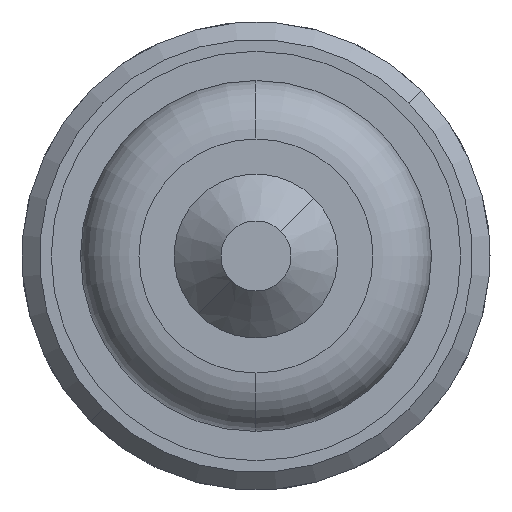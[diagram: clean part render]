
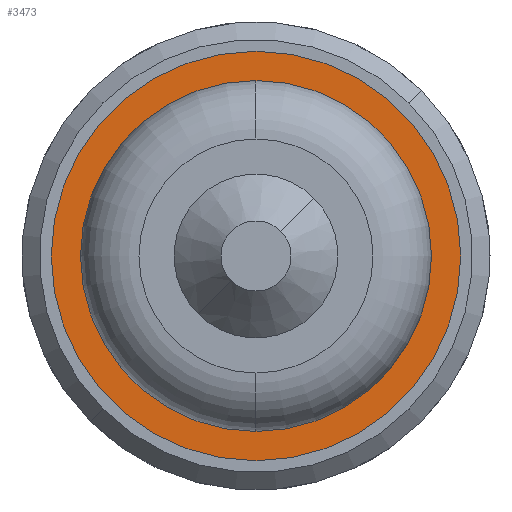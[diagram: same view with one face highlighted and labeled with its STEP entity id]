
A CAD part, front view. The second image highlights one B-rep face of the part: STEP entity #3473.
In plain terms, the highlighted planar face has unit normal (0, -1, 0).
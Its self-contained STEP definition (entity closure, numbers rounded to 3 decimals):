
#83 = DIRECTION ( 'NONE',  ( 0., -1., 0. ) ) ;
#86 = AXIS2_PLACEMENT_3D ( 'NONE', #650, #4315, #2945 ) ;
#143 = CIRCLE ( 'NONE', #86, 1.5 ) ;
#300 = ORIENTED_EDGE ( 'NONE', *, *, #1132, .F. ) ;
#405 = DIRECTION ( 'NONE',  ( 0., 0., -1. ) ) ;
#526 = PLANE ( 'NONE',  #3123 ) ;
#650 = CARTESIAN_POINT ( 'NONE',  ( 0., 17., 0. ) ) ;
#790 = VERTEX_POINT ( 'NONE', #4057 ) ;
#795 = ORIENTED_EDGE ( 'NONE', *, *, #926, .T. ) ;
#926 = EDGE_CURVE ( 'Defeature ausgef�hrt1_2+Defeature ausgef�hrt1_3+Defeature ausgef�hrt1_3+Defeature ausgef�hrt1_3', #4199, #1324, #1829, .T. ) ;
#1033 = EDGE_CURVE ( 'Defeature ausgef�hrt1_2+Defeature ausgef�hrt1_3+Defeature ausgef�hrt1_3+Defeature ausgef�hrt1_3', #1324, #4199, #2726, .T. ) ;
#1111 = FACE_BOUND ( 'NONE', #1118, .T. ) ;
#1118 = EDGE_LOOP ( 'NONE', ( #300, #3790 ) ) ;
#1132 = EDGE_CURVE ( 'Defeature ausgef�hrt1_1+Defeature ausgef�hrt1_2+Defeature ausgef�hrt1_2+Defeature ausgef�hrt1_2', #790, #3412, #3619, .T. ) ;
#1324 = VERTEX_POINT ( 'NONE', #3821 ) ;
#1411 = AXIS2_PLACEMENT_3D ( 'NONE', #4039, #83, #2422 ) ;
#1495 = DIRECTION ( 'NONE',  ( 0., -1., 0. ) ) ;
#1817 = CARTESIAN_POINT ( 'NONE',  ( 0., 17., 1.5 ) ) ;
#1829 = CIRCLE ( 'NONE', #1411, 1.75 ) ;
#1996 = FACE_OUTER_BOUND ( 'NONE', #2010, .T. ) ;
#2010 = EDGE_LOOP ( 'NONE', ( #795, #3512 ) ) ;
#2082 = AXIS2_PLACEMENT_3D ( 'NONE', #4050, #2419, #405 ) ;
#2419 = DIRECTION ( 'NONE',  ( 0., -1., 0. ) ) ;
#2422 = DIRECTION ( 'NONE',  ( 0., 0., -1. ) ) ;
#2456 = EDGE_CURVE ( 'Defeature ausgef�hrt1_1+Defeature ausgef�hrt1_2+Defeature ausgef�hrt1_2+Defeature ausgef�hrt1_2', #3412, #790, #143, .T. ) ;
#2726 = CIRCLE ( 'NONE', #3332, 1.75 ) ;
#2945 = DIRECTION ( 'NONE',  ( 0., 0., -1. ) ) ;
#3123 = AXIS2_PLACEMENT_3D ( 'NONE', #3494, #1495, #3162 ) ;
#3162 = DIRECTION ( 'NONE',  ( 0., 0., -1. ) ) ;
#3264 = CARTESIAN_POINT ( 'NONE',  ( 0., 17., -1.75 ) ) ;
#3281 = CARTESIAN_POINT ( 'NONE',  ( 0., 17., 0. ) ) ;
#3332 = AXIS2_PLACEMENT_3D ( 'NONE', #3281, #4310, #3658 ) ;
#3412 = VERTEX_POINT ( 'NONE', #1817 ) ;
#3473 = ADVANCED_FACE ( 'Defeature ausgef�hrt1_2', ( #1996, #1111 ), #526, .T. ) ;
#3494 = CARTESIAN_POINT ( 'NONE',  ( 1.5, 17., 0. ) ) ;
#3512 = ORIENTED_EDGE ( 'NONE', *, *, #1033, .T. ) ;
#3619 = CIRCLE ( 'NONE', #2082, 1.5 ) ;
#3658 = DIRECTION ( 'NONE',  ( 0., 0., -1. ) ) ;
#3790 = ORIENTED_EDGE ( 'NONE', *, *, #2456, .F. ) ;
#3821 = CARTESIAN_POINT ( 'NONE',  ( 0., 17., 1.75 ) ) ;
#4039 = CARTESIAN_POINT ( 'NONE',  ( 0., 17., 0. ) ) ;
#4050 = CARTESIAN_POINT ( 'NONE',  ( 0., 17., 0. ) ) ;
#4057 = CARTESIAN_POINT ( 'NONE',  ( 0., 17., -1.5 ) ) ;
#4199 = VERTEX_POINT ( 'NONE', #3264 ) ;
#4310 = DIRECTION ( 'NONE',  ( 0., -1., 0. ) ) ;
#4315 = DIRECTION ( 'NONE',  ( 0., -1., 0. ) ) ;
